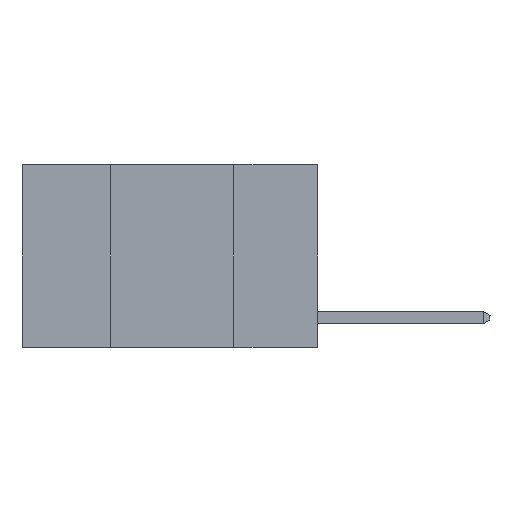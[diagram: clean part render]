
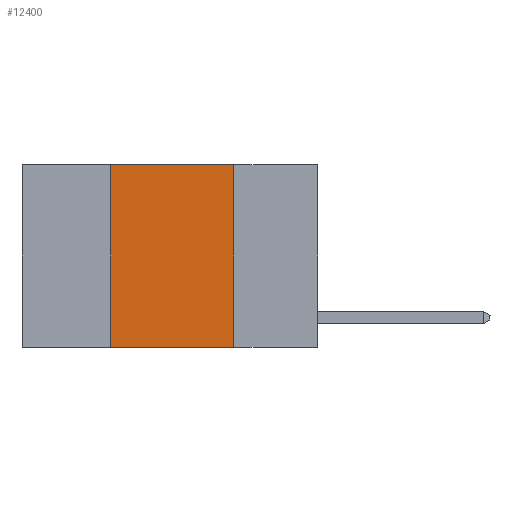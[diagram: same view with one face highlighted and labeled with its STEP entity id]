
A CAD part, left-side view. The second image highlights one B-rep face of the part: STEP entity #12400.
In plain terms, the highlighted planar face has unit normal (-1, 0, 0).
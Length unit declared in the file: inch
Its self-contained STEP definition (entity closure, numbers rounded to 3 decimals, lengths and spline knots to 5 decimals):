
#128 = FACE_OUTER_BOUND ( 'NONE', #12744, .T. ) ;
#129 = EDGE_CURVE ( 'NONE', #9766, #9196, #1326, .T. ) ;
#865 = ORIENTED_EDGE ( 'NONE', *, *, #10960, .F. ) ;
#1178 = CARTESIAN_POINT ( 'NONE',  ( 0., 0.17, -0.37 ) ) ;
#1223 = DIRECTION ( 'NONE',  ( 1., 0., 0. ) ) ;
#1225 = LINE ( 'NONE', #9689, #11628 ) ;
#1326 = LINE ( 'NONE', #3707, #10585 ) ;
#1461 = CARTESIAN_POINT ( 'NONE',  ( 0., 0.17, 0. ) ) ;
#1909 = CARTESIAN_POINT ( 'NONE',  ( 0., 0.42, 0. ) ) ;
#2431 = ORIENTED_EDGE ( 'NONE', *, *, #129, .T. ) ;
#3552 = DIRECTION ( 'NONE',  ( 0., -1., 0. ) ) ;
#3707 = CARTESIAN_POINT ( 'NONE',  ( 0., 0.6, -0.37 ) ) ;
#4459 = CARTESIAN_POINT ( 'NONE',  ( 0., 0.6, 0. ) ) ;
#4765 = VERTEX_POINT ( 'NONE', #11589 ) ;
#4918 = DIRECTION ( 'NONE',  ( 0., 0., -1. ) ) ;
#5420 = AXIS2_PLACEMENT_3D ( 'NONE', #11954, #1223, #7299 ) ;
#5515 = VERTEX_POINT ( 'NONE', #1909 ) ;
#7005 = LINE ( 'NONE', #4459, #14781 ) ;
#7138 = CARTESIAN_POINT ( 'NONE',  ( 0., 0.42, -0.37 ) ) ;
#7220 = PLANE ( 'NONE',  #5420 ) ;
#7299 = DIRECTION ( 'NONE',  ( 0., 0., -1. ) ) ;
#9196 = VERTEX_POINT ( 'NONE', #1178 ) ;
#9689 = CARTESIAN_POINT ( 'NONE',  ( 0., 0.42, 0. ) ) ;
#9766 = VERTEX_POINT ( 'NONE', #7138 ) ;
#10585 = VECTOR ( 'NONE', #3552, 39.37008 ) ;
#10785 = DIRECTION ( 'NONE',  ( 0., 0., 1. ) ) ;
#10960 = EDGE_CURVE ( 'NONE', #5515, #4765, #7005, .T. ) ;
#11589 = CARTESIAN_POINT ( 'NONE',  ( 0., 0.17, 0. ) ) ;
#11628 = VECTOR ( 'NONE', #10785, 39.37008 ) ;
#11736 = DIRECTION ( 'NONE',  ( 0., -1., 0. ) ) ;
#11954 = CARTESIAN_POINT ( 'NONE',  ( 0., 0.6, 0. ) ) ;
#12048 = LINE ( 'NONE', #1461, #13839 ) ;
#12400 = ADVANCED_FACE ( 'NONE', ( #128 ), #7220, .F. ) ;
#12744 = EDGE_LOOP ( 'NONE', ( #14320, #865, #13101, #2431 ) ) ;
#13101 = ORIENTED_EDGE ( 'NONE', *, *, #13731, .F. ) ;
#13321 = EDGE_CURVE ( 'NONE', #4765, #9196, #12048, .T. ) ;
#13731 = EDGE_CURVE ( 'NONE', #9766, #5515, #1225, .T. ) ;
#13839 = VECTOR ( 'NONE', #4918, 39.37008 ) ;
#14320 = ORIENTED_EDGE ( 'NONE', *, *, #13321, .F. ) ;
#14781 = VECTOR ( 'NONE', #11736, 39.37008 ) ;
